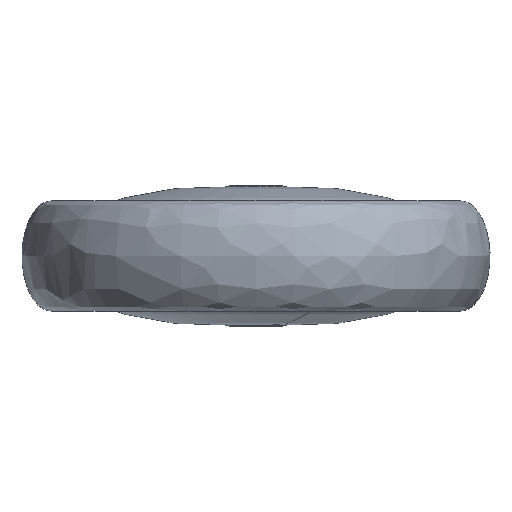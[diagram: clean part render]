
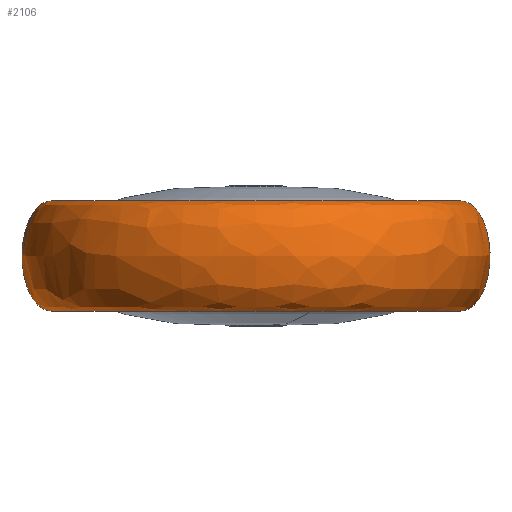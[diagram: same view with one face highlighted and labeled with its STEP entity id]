
A CAD part, left-side view. The second image highlights one B-rep face of the part: STEP entity #2106.
In plain terms, the highlighted free-form (B-spline) face has degree [3, 3] with [4, 4] control points.
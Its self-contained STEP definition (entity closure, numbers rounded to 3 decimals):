
#30 = CARTESIAN_POINT ( 'NONE',  ( 0., 87.5, -23.5 ) ) ;
#127 = CARTESIAN_POINT ( 'NONE',  ( 0., -112.5, -23.5 ) ) ;
#135 = VERTEX_POINT ( 'NONE', #1076 ) ;
#146 = CARTESIAN_POINT ( 'NONE',  ( 0., 87.5, -23.5 ) ) ;
#190 = VERTEX_POINT ( 'NONE', #862 ) ;
#264 = CARTESIAN_POINT ( 'NONE',  ( 0., 0., -23.5 ) ) ;
#293 = CARTESIAN_POINT ( 'NONE',  ( 0., 0., 23.5 ) ) ;
#348 = CARTESIAN_POINT ( 'NONE',  ( -225., -112.5, -23.5 ) ) ;
#422 = ORIENTED_EDGE ( 'NONE', *, *, #1723, .F. ) ;
#438 = CARTESIAN_POINT ( 'NONE',  ( 0., 112.5, -23.5 ) ) ;
#466 = DIRECTION ( 'NONE',  ( 1., 0., 0. ) ) ;
#498 = ORIENTED_EDGE ( 'NONE', *, *, #1823, .F. ) ;
#507 = CARTESIAN_POINT ( 'NONE',  ( 0., -87.5, -23.5 ) ) ;
#554 = CARTESIAN_POINT ( 'NONE',  ( 0., 112.5, -23.5 ) ) ;
#605 = CARTESIAN_POINT ( 'NONE',  ( 0., -87.5, 23.5 ) ) ;
#637 = CARTESIAN_POINT ( 'NONE',  ( 0., 87.5, 23.5 ) ) ;
#650 = AXIS2_PLACEMENT_3D ( 'NONE', #264, #1646, #466 ) ;
#735 = CARTESIAN_POINT ( 'NONE',  ( -225., -112.5, 23.5 ) ) ;
#862 = CARTESIAN_POINT ( 'NONE',  ( 0., 87.5, -23.5 ) ) ;
#863 =( BOUNDED_SURFACE ( )  B_SPLINE_SURFACE ( 3, 3, ( 
 ( #1730, #2517, #1300, #146 ),
 ( #1517, #348, #1738, #554 ),
 ( #1939, #735, #2135, #915 ),
 ( #2338, #1094, #2528, #1311 ) ),
 .UNSPECIFIED., .F., .F., .F. ) 
 B_SPLINE_SURFACE_WITH_KNOTS ( ( 4, 4 ),
 ( 4, 4 ),
 ( 0., 1. ),
 ( 0., 1. ),
 .UNSPECIFIED. ) 
 GEOMETRIC_REPRESENTATION_ITEM ( )  RATIONAL_B_SPLINE_SURFACE ( (
 ( 1., 0.333, 0.333, 1.),
 ( 0.333, 0.111, 0.111, 0.333),
 ( 0.333, 0.111, 0.111, 0.333),
 ( 1., 0.333, 0.333, 1.) ) ) 
 REPRESENTATION_ITEM ( '' )  SURFACE ( )  );
#914 = EDGE_CURVE ( 'NONE', #2470, #1531, #1131, .T. ) ;
#915 = CARTESIAN_POINT ( 'NONE',  ( 0., 112.5, 23.5 ) ) ;
#955 = AXIS2_PLACEMENT_3D ( 'NONE', #293, #1068, #1486 ) ;
#1008 =( BOUNDED_CURVE ( )  B_SPLINE_CURVE ( 3, ( #30, #438, #1826, #637 ),
 .UNSPECIFIED., .F., .T. ) 
 B_SPLINE_CURVE_WITH_KNOTS ( ( 4, 4 ),
 ( 0., 1. ),
 .UNSPECIFIED. ) 
 CURVE ( )  GEOMETRIC_REPRESENTATION_ITEM ( )  RATIONAL_B_SPLINE_CURVE ( ( 1., 0.333, 0.333, 1. ) ) 
 REPRESENTATION_ITEM ( '' )  );
#1068 = DIRECTION ( 'NONE',  ( 0., 0., -1. ) ) ;
#1076 = CARTESIAN_POINT ( 'NONE',  ( 0., 87.5, 23.5 ) ) ;
#1094 = CARTESIAN_POINT ( 'NONE',  ( -175., -87.5, 23.5 ) ) ;
#1109 = CARTESIAN_POINT ( 'NONE',  ( 0., -87.5, 23.5 ) ) ;
#1131 =( BOUNDED_CURVE ( )  B_SPLINE_CURVE ( 3, ( #507, #127, #1284, #605 ),
 .UNSPECIFIED., .F., .T. ) 
 B_SPLINE_CURVE_WITH_KNOTS ( ( 4, 4 ),
 ( 0., 1. ),
 .UNSPECIFIED. ) 
 CURVE ( )  GEOMETRIC_REPRESENTATION_ITEM ( )  RATIONAL_B_SPLINE_CURVE ( ( 1., 0.333, 0.333, 1. ) ) 
 REPRESENTATION_ITEM ( '' )  );
#1191 = EDGE_CURVE ( 'NONE', #1531, #135, #2165, .T. ) ;
#1284 = CARTESIAN_POINT ( 'NONE',  ( 0., -112.5, 23.5 ) ) ;
#1300 = CARTESIAN_POINT ( 'NONE',  ( -175., 87.5, -23.5 ) ) ;
#1311 = CARTESIAN_POINT ( 'NONE',  ( 0., 87.5, 23.5 ) ) ;
#1373 = ORIENTED_EDGE ( 'NONE', *, *, #914, .T. ) ;
#1486 = DIRECTION ( 'NONE',  ( 1., 0., 0. ) ) ;
#1517 = CARTESIAN_POINT ( 'NONE',  ( 0., -112.5, -23.5 ) ) ;
#1531 = VERTEX_POINT ( 'NONE', #1109 ) ;
#1614 = FACE_OUTER_BOUND ( 'NONE', #1639, .T. ) ;
#1639 = EDGE_LOOP ( 'NONE', ( #422, #498, #1373, #2212 ) ) ;
#1646 = DIRECTION ( 'NONE',  ( 0., 0., -1. ) ) ;
#1723 = EDGE_CURVE ( 'NONE', #190, #135, #1008, .T. ) ;
#1730 = CARTESIAN_POINT ( 'NONE',  ( 0., -87.5, -23.5 ) ) ;
#1738 = CARTESIAN_POINT ( 'NONE',  ( -225., 112.5, -23.5 ) ) ;
#1823 = EDGE_CURVE ( 'NONE', #2470, #190, #2417, .T. ) ;
#1826 = CARTESIAN_POINT ( 'NONE',  ( 0., 112.5, 23.5 ) ) ;
#1939 = CARTESIAN_POINT ( 'NONE',  ( 0., -112.5, 23.5 ) ) ;
#2106 = ADVANCED_FACE ( 'NONE', ( #1614 ), #863, .T. ) ;
#2135 = CARTESIAN_POINT ( 'NONE',  ( -225., 112.5, 23.5 ) ) ;
#2165 = CIRCLE ( 'NONE', #955, 87.5 ) ;
#2212 = ORIENTED_EDGE ( 'NONE', *, *, #1191, .T. ) ;
#2221 = CARTESIAN_POINT ( 'NONE',  ( 0., -87.5, -23.5 ) ) ;
#2338 = CARTESIAN_POINT ( 'NONE',  ( 0., -87.5, 23.5 ) ) ;
#2417 = CIRCLE ( 'NONE', #650, 87.5 ) ;
#2470 = VERTEX_POINT ( 'NONE', #2221 ) ;
#2517 = CARTESIAN_POINT ( 'NONE',  ( -175., -87.5, -23.5 ) ) ;
#2528 = CARTESIAN_POINT ( 'NONE',  ( -175., 87.5, 23.5 ) ) ;
